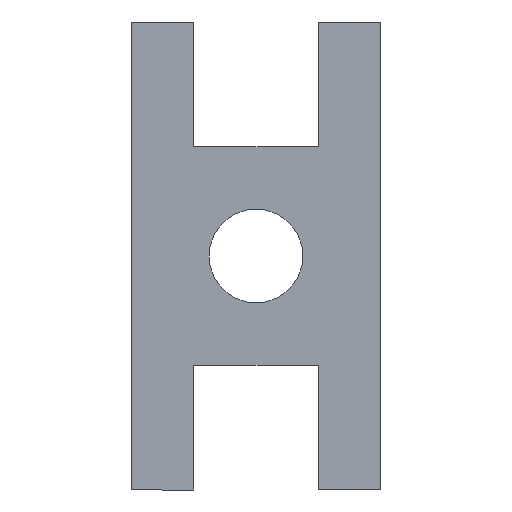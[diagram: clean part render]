
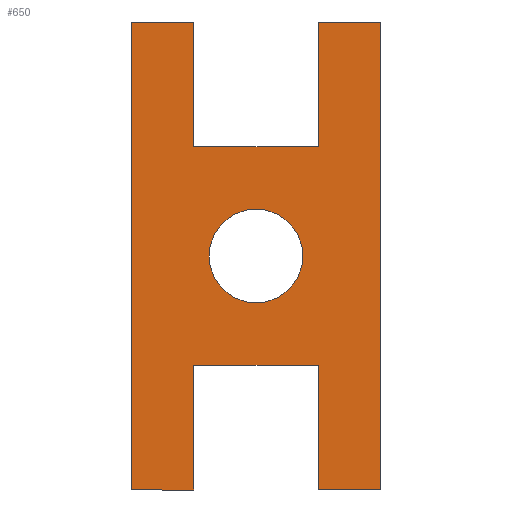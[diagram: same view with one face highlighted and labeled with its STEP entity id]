
A CAD part, front view. The second image highlights one B-rep face of the part: STEP entity #650.
In plain terms, the highlighted planar face has unit normal (0, -1, 0).
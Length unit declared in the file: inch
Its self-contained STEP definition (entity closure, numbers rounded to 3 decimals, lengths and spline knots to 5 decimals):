
#16=FACE_BOUND('',#106,.T.);
#44=PLANE('',#714);
#74=FACE_OUTER_BOUND('',#105,.T.);
#105=EDGE_LOOP('',(#558,#559,#560,#561,#562,#563,#564,#565,#566,#567,#568,
#569));
#106=EDGE_LOOP('',(#570));
#131=LINE('',#929,#209);
#135=LINE('',#936,#213);
#141=LINE('',#950,#219);
#151=LINE('',#971,#229);
#155=LINE('',#978,#233);
#161=LINE('',#992,#239);
#172=LINE('',#1013,#250);
#177=LINE('',#1022,#255);
#184=LINE('',#1035,#262);
#189=LINE('',#1044,#267);
#195=LINE('',#1054,#273);
#196=LINE('',#1055,#274);
#209=VECTOR('',#769,0.3937);
#213=VECTOR('',#775,0.3937);
#219=VECTOR('',#785,0.3937);
#229=VECTOR('',#801,0.3937);
#233=VECTOR('',#807,0.3937);
#239=VECTOR('',#817,0.3937);
#250=VECTOR('',#834,0.3937);
#255=VECTOR('',#841,0.3937);
#262=VECTOR('',#850,0.3937);
#267=VECTOR('',#857,0.3937);
#273=VECTOR('',#867,0.3937);
#274=VECTOR('',#868,0.3937);
#290=CIRCLE('',#696,0.375);
#302=VERTEX_POINT('',#919);
#305=VERTEX_POINT('',#926);
#306=VERTEX_POINT('',#928);
#308=VERTEX_POINT('',#934);
#314=VERTEX_POINT('',#949);
#321=VERTEX_POINT('',#968);
#322=VERTEX_POINT('',#970);
#324=VERTEX_POINT('',#976);
#330=VERTEX_POINT('',#991);
#337=VERTEX_POINT('',#1012);
#340=VERTEX_POINT('',#1020);
#345=VERTEX_POINT('',#1034);
#348=VERTEX_POINT('',#1042);
#368=EDGE_CURVE('',#302,#302,#290,.T.);
#371=EDGE_CURVE('',#306,#305,#131,.T.);
#375=EDGE_CURVE('',#305,#308,#135,.T.);
#381=EDGE_CURVE('',#314,#306,#141,.T.);
#391=EDGE_CURVE('',#322,#321,#151,.T.);
#395=EDGE_CURVE('',#321,#324,#155,.T.);
#401=EDGE_CURVE('',#330,#322,#161,.T.);
#412=EDGE_CURVE('',#314,#337,#172,.T.);
#417=EDGE_CURVE('',#340,#308,#177,.T.);
#424=EDGE_CURVE('',#345,#330,#184,.T.);
#429=EDGE_CURVE('',#324,#348,#189,.T.);
#435=EDGE_CURVE('',#345,#340,#195,.T.);
#436=EDGE_CURVE('',#348,#337,#196,.T.);
#558=ORIENTED_EDGE('',*,*,#381,.T.);
#559=ORIENTED_EDGE('',*,*,#371,.T.);
#560=ORIENTED_EDGE('',*,*,#375,.T.);
#561=ORIENTED_EDGE('',*,*,#417,.F.);
#562=ORIENTED_EDGE('',*,*,#435,.F.);
#563=ORIENTED_EDGE('',*,*,#424,.T.);
#564=ORIENTED_EDGE('',*,*,#401,.T.);
#565=ORIENTED_EDGE('',*,*,#391,.T.);
#566=ORIENTED_EDGE('',*,*,#395,.T.);
#567=ORIENTED_EDGE('',*,*,#429,.T.);
#568=ORIENTED_EDGE('',*,*,#436,.T.);
#569=ORIENTED_EDGE('',*,*,#412,.F.);
#570=ORIENTED_EDGE('',*,*,#368,.T.);
#650=ADVANCED_FACE('',(#74,#16),#44,.T.);
#696=AXIS2_PLACEMENT_3D('',#921,#763,#764);
#714=AXIS2_PLACEMENT_3D('',#1053,#865,#866);
#763=DIRECTION('center_axis',(0.,1.,0.));
#764=DIRECTION('ref_axis',(1.,0.,0.));
#769=DIRECTION('',(-1.,0.,0.));
#775=DIRECTION('',(0.,0.,1.));
#785=DIRECTION('',(0.,0.,-1.));
#801=DIRECTION('',(1.,0.,0.));
#807=DIRECTION('',(0.,0.,-1.));
#817=DIRECTION('',(0.,0.,1.));
#834=DIRECTION('',(1.,0.,0.));
#841=DIRECTION('',(1.,0.,0.));
#850=DIRECTION('',(1.,0.,0.));
#857=DIRECTION('',(1.,0.,0.));
#865=DIRECTION('center_axis',(0.,-1.,0.));
#866=DIRECTION('ref_axis',(1.,0.,0.));
#867=DIRECTION('',(0.,0.,1.));
#868=DIRECTION('',(0.,0.,1.));
#919=CARTESIAN_POINT('',(0.00998,-0.63693,1.875));
#921=CARTESIAN_POINT('Origin',(0.38498,-0.63693,1.875));
#926=CARTESIAN_POINT('',(-0.11502,-0.63693,2.75));
#928=CARTESIAN_POINT('',(0.88498,-0.63693,2.75));
#929=CARTESIAN_POINT('',(-0.36502,-0.63693,2.75));
#934=CARTESIAN_POINT('',(-0.11502,-0.63693,3.75));
#936=CARTESIAN_POINT('',(-0.11502,-0.63693,1.875));
#949=CARTESIAN_POINT('',(0.88498,-0.63693,3.75));
#950=CARTESIAN_POINT('',(0.88498,-0.63693,1.375));
#968=CARTESIAN_POINT('',(0.88498,-0.63693,1.));
#970=CARTESIAN_POINT('',(-0.11502,-0.63693,1.));
#971=CARTESIAN_POINT('',(0.13498,-0.63693,1.));
#976=CARTESIAN_POINT('',(0.88498,-0.63693,0.));
#978=CARTESIAN_POINT('',(0.88498,-0.63693,0.));
#991=CARTESIAN_POINT('',(-0.11502,-0.63693,0.));
#992=CARTESIAN_POINT('',(-0.11502,-0.63693,0.5));
#1012=CARTESIAN_POINT('',(1.38498,-0.63693,3.75));
#1013=CARTESIAN_POINT('',(-0.61502,-0.63693,3.75));
#1020=CARTESIAN_POINT('',(-0.61502,-0.63693,3.75));
#1022=CARTESIAN_POINT('',(-0.61502,-0.63693,3.75));
#1034=CARTESIAN_POINT('',(-0.61502,-0.63693,0.));
#1035=CARTESIAN_POINT('',(-0.61502,-0.63693,0.));
#1042=CARTESIAN_POINT('',(1.38498,-0.63693,0.));
#1044=CARTESIAN_POINT('',(-0.61502,-0.63693,0.));
#1053=CARTESIAN_POINT('Origin',(-0.61502,-0.63693,0.));
#1054=CARTESIAN_POINT('',(-0.61502,-0.63693,0.));
#1055=CARTESIAN_POINT('',(1.38498,-0.63693,0.));
